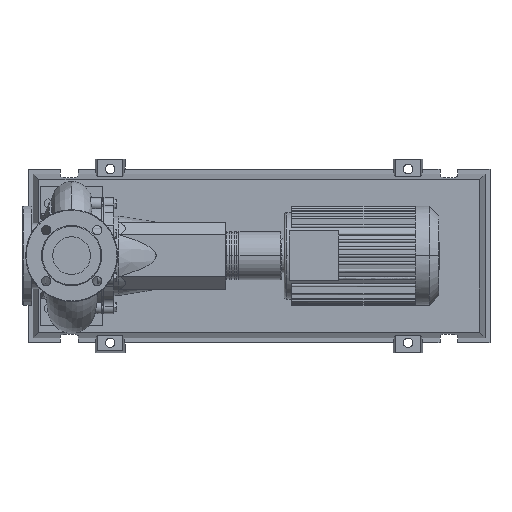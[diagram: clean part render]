
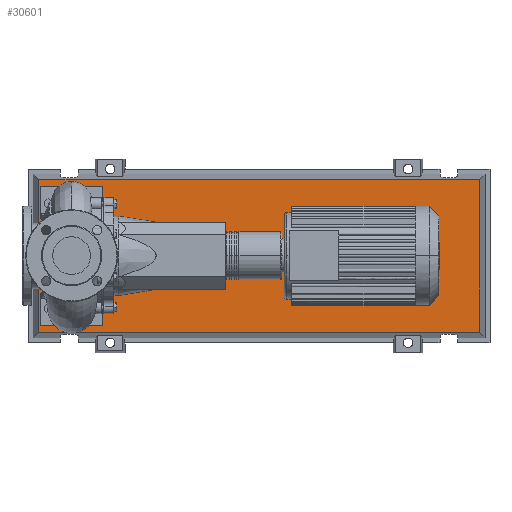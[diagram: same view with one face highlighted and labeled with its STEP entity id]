
A CAD part, top view. The second image highlights one B-rep face of the part: STEP entity #30601.
In plain terms, the highlighted planar face has unit normal (0, 0, 1).
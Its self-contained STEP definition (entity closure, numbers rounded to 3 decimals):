
#30282=CARTESIAN_POINT('',(820.792,-153.292,83.0));
#30283=VERTEX_POINT('',#30282);
#30290=CARTESIAN_POINT('',(-65.792,-153.292,83.0));
#30291=VERTEX_POINT('',#30290);
#30292=CARTESIAN_POINT('',(820.792,-153.292,83.0));
#30293=DIRECTION('',(-1.0,0.0,0.0));
#30294=VECTOR('',#30293,886.584);
#30295=LINE('',#30292,#30294);
#30296=EDGE_CURVE('',#30283,#30291,#30295,.T.);
#30514=CARTESIAN_POINT('',(820.792,153.292,83.0));
#30515=VERTEX_POINT('',#30514);
#30516=CARTESIAN_POINT('',(820.792,153.292,83.0));
#30517=DIRECTION('',(0.0,-1.0,0.0));
#30518=VECTOR('',#30517,306.584);
#30519=LINE('',#30516,#30518);
#30520=EDGE_CURVE('',#30515,#30283,#30519,.T.);
#30538=CARTESIAN_POINT('',(-65.792,153.292,83.0));
#30539=VERTEX_POINT('',#30538);
#30540=CARTESIAN_POINT('',(-65.792,-153.292,83.0));
#30541=DIRECTION('',(0.0,1.0,0.0));
#30542=VECTOR('',#30541,306.584);
#30543=LINE('',#30540,#30542);
#30544=EDGE_CURVE('',#30291,#30539,#30543,.T.);
#30577=CARTESIAN_POINT('',(-65.792,153.292,83.0));
#30578=DIRECTION('',(1.0,0.0,0.0));
#30579=VECTOR('',#30578,886.584);
#30580=LINE('',#30577,#30579);
#30581=EDGE_CURVE('',#30539,#30515,#30580,.T.);
#30590=CARTESIAN_POINT('',(377.5,0.,83.0));
#30591=DIRECTION('',(0.0,0.0,1.0));
#30592=DIRECTION('',(1.0,0.0,0.0));
#30593=AXIS2_PLACEMENT_3D('',#30590,#30591,#30592);
#30594=PLANE('',#30593);
#30595=ORIENTED_EDGE('',*,*,#30520,.F.);
#30596=ORIENTED_EDGE('',*,*,#30581,.F.);
#30597=ORIENTED_EDGE('',*,*,#30544,.F.);
#30598=ORIENTED_EDGE('',*,*,#30296,.F.);
#30599=EDGE_LOOP('',(#30595,#30596,#30597,#30598));
#30600=FACE_OUTER_BOUND('',#30599,.T.);
#30601=ADVANCED_FACE('',(#30600),#30594,.T.);
